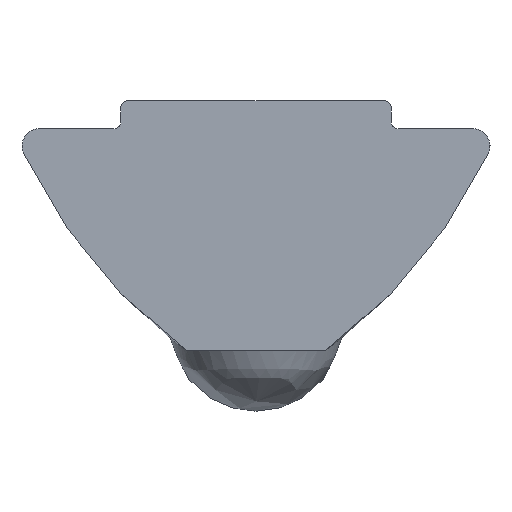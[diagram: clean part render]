
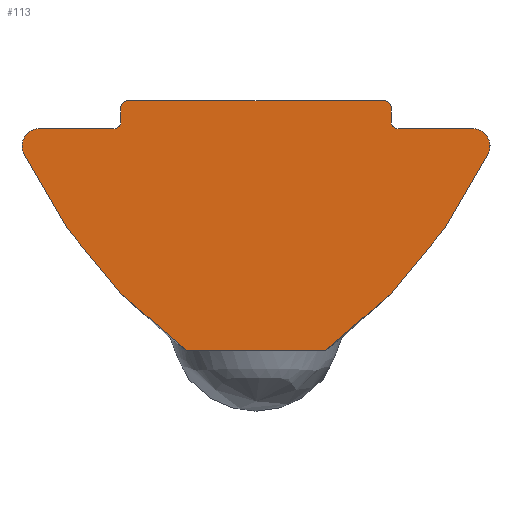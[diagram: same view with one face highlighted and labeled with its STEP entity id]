
A CAD part, left-side view. The second image highlights one B-rep face of the part: STEP entity #113.
In plain terms, the highlighted planar face has unit normal (-1, 0, 0).
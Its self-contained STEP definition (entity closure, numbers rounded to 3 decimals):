
#2 = CARTESIAN_POINT ( 'NONE',  ( -7.5, -6.701, -1.522 ) ) ;
#3 = EDGE_CURVE ( 'NONE', #51, #268, #455, .T. ) ;
#4 = CARTESIAN_POINT ( 'NONE',  ( -7.5, 3.7, -0.8 ) ) ;
#13 = VERTEX_POINT ( 'NONE', #530 ) ;
#25 = CARTESIAN_POINT ( 'NONE',  ( -7.5, -6.245, -0.8 ) ) ;
#34 = CIRCLE ( 'NONE', #620, 0.2 ) ;
#39 = EDGE_CURVE ( 'NONE', #13, #286, #115, .T. ) ;
#42 = CARTESIAN_POINT ( 'NONE',  ( -7.5, -3.7, -0.2 ) ) ;
#43 = VERTEX_POINT ( 'NONE', #232 ) ;
#47 = CARTESIAN_POINT ( 'NONE',  ( -7.5, 3.7, 0. ) ) ;
#51 = VERTEX_POINT ( 'NONE', #2 ) ;
#59 = DIRECTION ( 'NONE',  ( 0., 0., -1. ) ) ;
#68 = LINE ( 'NONE', #725, #384 ) ;
#80 = DIRECTION ( 'NONE',  ( 1., 0., 0. ) ) ;
#81 = DIRECTION ( 'NONE',  ( 0., 0., -1. ) ) ;
#95 = VERTEX_POINT ( 'NONE', #605 ) ;
#97 = DIRECTION ( 'NONE',  ( 0., 0., 1. ) ) ;
#106 = CARTESIAN_POINT ( 'NONE',  ( -7.5, 6.85, 4.91 ) ) ;
#112 = AXIS2_PLACEMENT_3D ( 'NONE', #106, #593, #293 ) ;
#113 = ADVANCED_FACE ( 'NONE', ( #138 ), #726, .F. ) ;
#115 = LINE ( 'NONE', #768, #489 ) ;
#118 = CIRCLE ( 'NONE', #295, 15. ) ;
#121 = DIRECTION ( 'NONE',  ( 0., 0., 1. ) ) ;
#126 = DIRECTION ( 'NONE',  ( 0., 0., 1. ) ) ;
#127 = ORIENTED_EDGE ( 'NONE', *, *, #373, .T. ) ;
#128 = CIRCLE ( 'NONE', #234, 0.2 ) ;
#138 = FACE_OUTER_BOUND ( 'NONE', #304, .T. ) ;
#141 = VERTEX_POINT ( 'NONE', #478 ) ;
#142 = CARTESIAN_POINT ( 'NONE',  ( -7.5, 6.245, -0.8 ) ) ;
#154 = CARTESIAN_POINT ( 'NONE',  ( -7.5, -2.001, -7.2 ) ) ;
#175 = ORIENTED_EDGE ( 'NONE', *, *, #630, .F. ) ;
#189 = ORIENTED_EDGE ( 'NONE', *, *, #558, .T. ) ;
#192 = CARTESIAN_POINT ( 'NONE',  ( -7.5, -4.1, -0.6 ) ) ;
#197 = DIRECTION ( 'NONE',  ( 0., 0., 1. ) ) ;
#199 = VERTEX_POINT ( 'NONE', #424 ) ;
#200 = DIRECTION ( 'NONE',  ( 0., 0., 1. ) ) ;
#209 = CIRCLE ( 'NONE', #651, 0.505 ) ;
#216 = ORIENTED_EDGE ( 'NONE', *, *, #517, .F. ) ;
#232 = CARTESIAN_POINT ( 'NONE',  ( -7.5, 6.701, -1.522 ) ) ;
#233 = EDGE_CURVE ( 'NONE', #13, #648, #34, .T. ) ;
#234 = AXIS2_PLACEMENT_3D ( 'NONE', #704, #410, #354 ) ;
#237 = ORIENTED_EDGE ( 'NONE', *, *, #329, .F. ) ;
#241 = DIRECTION ( 'NONE',  ( 0., -1., 0. ) ) ;
#245 = AXIS2_PLACEMENT_3D ( 'NONE', #738, #376, #260 ) ;
#250 = CARTESIAN_POINT ( 'NONE',  ( -7.5, 3.7, 0. ) ) ;
#255 = AXIS2_PLACEMENT_3D ( 'NONE', #607, #723, #81 ) ;
#256 = CARTESIAN_POINT ( 'NONE',  ( -7.5, 3.7, -0.8 ) ) ;
#260 = DIRECTION ( 'NONE',  ( 0., 0., 1. ) ) ;
#261 = CIRCLE ( 'NONE', #245, 0.505 ) ;
#265 = DIRECTION ( 'NONE',  ( 0., 0., 1. ) ) ;
#268 = VERTEX_POINT ( 'NONE', #154 ) ;
#271 = CARTESIAN_POINT ( 'NONE',  ( -7.5, 4.1, -0.8 ) ) ;
#278 = CARTESIAN_POINT ( 'NONE',  ( -7.5, 3.9, -0.6 ) ) ;
#282 = ORIENTED_EDGE ( 'NONE', *, *, #378, .T. ) ;
#284 = DIRECTION ( 'NONE',  ( 1., 0., 0. ) ) ;
#286 = VERTEX_POINT ( 'NONE', #278 ) ;
#287 = VECTOR ( 'NONE', #716, 1000. ) ;
#293 = DIRECTION ( 'NONE',  ( 0., 0., 1. ) ) ;
#295 = AXIS2_PLACEMENT_3D ( 'NONE', #477, #535, #121 ) ;
#301 = VERTEX_POINT ( 'NONE', #271 ) ;
#304 = EDGE_LOOP ( 'NONE', ( #582, #189, #751, #562, #175, #350, #327, #216, #619, #282, #127, #237, #629, #344 ) ) ;
#309 = CARTESIAN_POINT ( 'NONE',  ( -7.5, 2.001, -7.2 ) ) ;
#312 = VERTEX_POINT ( 'NONE', #25 ) ;
#327 = ORIENTED_EDGE ( 'NONE', *, *, #3, .F. ) ;
#329 = EDGE_CURVE ( 'NONE', #95, #141, #718, .T. ) ;
#333 = VERTEX_POINT ( 'NONE', #142 ) ;
#340 = CARTESIAN_POINT ( 'NONE',  ( -7.5, -4.1, -0.8 ) ) ;
#344 = ORIENTED_EDGE ( 'NONE', *, *, #233, .F. ) ;
#350 = ORIENTED_EDGE ( 'NONE', *, *, #655, .F. ) ;
#354 = DIRECTION ( 'NONE',  ( 0., 0., 1. ) ) ;
#373 = EDGE_CURVE ( 'NONE', #199, #141, #618, .T. ) ;
#376 = DIRECTION ( 'NONE',  ( 1., 0., 0. ) ) ;
#378 = EDGE_CURVE ( 'NONE', #526, #199, #732, .T. ) ;
#384 = VECTOR ( 'NONE', #671, 1000. ) ;
#410 = DIRECTION ( 'NONE',  ( 1., 0., 0. ) ) ;
#424 = CARTESIAN_POINT ( 'NONE',  ( -7.5, -3.9, -0.6 ) ) ;
#426 = CARTESIAN_POINT ( 'NONE',  ( -7.5, 3.7, -0.2 ) ) ;
#452 = EDGE_CURVE ( 'NONE', #43, #333, #261, .T. ) ;
#455 = CIRCLE ( 'NONE', #112, 15. ) ;
#471 = DIRECTION ( 'NONE',  ( 0., -1., 0. ) ) ;
#475 = LINE ( 'NONE', #256, #287 ) ;
#477 = CARTESIAN_POINT ( 'NONE',  ( -7.5, -6.85, 4.91 ) ) ;
#478 = CARTESIAN_POINT ( 'NONE',  ( -7.5, -3.9, -0.2 ) ) ;
#489 = VECTOR ( 'NONE', #59, 1000. ) ;
#494 = AXIS2_PLACEMENT_3D ( 'NONE', #192, #80, #265 ) ;
#517 = EDGE_CURVE ( 'NONE', #312, #51, #209, .T. ) ;
#523 = AXIS2_PLACEMENT_3D ( 'NONE', #42, #748, #197 ) ;
#526 = VERTEX_POINT ( 'NONE', #340 ) ;
#530 = CARTESIAN_POINT ( 'NONE',  ( -7.5, 3.9, -0.2 ) ) ;
#535 = DIRECTION ( 'NONE',  ( 1., 0., 0. ) ) ;
#538 = LINE ( 'NONE', #4, #769 ) ;
#540 = EDGE_CURVE ( 'NONE', #648, #95, #584, .T. ) ;
#553 = CARTESIAN_POINT ( 'NONE',  ( -7.5, -3.9, -0.2 ) ) ;
#558 = EDGE_CURVE ( 'NONE', #286, #301, #128, .T. ) ;
#562 = ORIENTED_EDGE ( 'NONE', *, *, #452, .F. ) ;
#582 = ORIENTED_EDGE ( 'NONE', *, *, #39, .T. ) ;
#584 = LINE ( 'NONE', #47, #663 ) ;
#593 = DIRECTION ( 'NONE',  ( 1., 0., 0. ) ) ;
#601 = EDGE_CURVE ( 'NONE', #526, #312, #538, .T. ) ;
#605 = CARTESIAN_POINT ( 'NONE',  ( -7.5, -3.7, 0. ) ) ;
#607 = CARTESIAN_POINT ( 'NONE',  ( -7.5, 3.7, -0.2 ) ) ;
#613 = DIRECTION ( 'NONE',  ( 1., 0., 0. ) ) ;
#618 = LINE ( 'NONE', #553, #761 ) ;
#619 = ORIENTED_EDGE ( 'NONE', *, *, #601, .F. ) ;
#620 = AXIS2_PLACEMENT_3D ( 'NONE', #426, #613, #126 ) ;
#629 = ORIENTED_EDGE ( 'NONE', *, *, #540, .F. ) ;
#630 = EDGE_CURVE ( 'NONE', #670, #43, #118, .T. ) ;
#645 = EDGE_CURVE ( 'NONE', #333, #301, #475, .T. ) ;
#648 = VERTEX_POINT ( 'NONE', #250 ) ;
#651 = AXIS2_PLACEMENT_3D ( 'NONE', #764, #284, #97 ) ;
#655 = EDGE_CURVE ( 'NONE', #268, #670, #68, .T. ) ;
#663 = VECTOR ( 'NONE', #471, 1000. ) ;
#670 = VERTEX_POINT ( 'NONE', #309 ) ;
#671 = DIRECTION ( 'NONE',  ( 0., 1., 0. ) ) ;
#704 = CARTESIAN_POINT ( 'NONE',  ( -7.5, 4.1, -0.6 ) ) ;
#716 = DIRECTION ( 'NONE',  ( 0., -1., 0. ) ) ;
#718 = CIRCLE ( 'NONE', #523, 0.2 ) ;
#723 = DIRECTION ( 'NONE',  ( 1., 0., 0. ) ) ;
#725 = CARTESIAN_POINT ( 'NONE',  ( -7.5, 3.7, -7.2 ) ) ;
#726 = PLANE ( 'NONE',  #255 ) ;
#732 = CIRCLE ( 'NONE', #494, 0.2 ) ;
#738 = CARTESIAN_POINT ( 'NONE',  ( -7.5, 6.245, -1.305 ) ) ;
#748 = DIRECTION ( 'NONE',  ( 1., 0., 0. ) ) ;
#751 = ORIENTED_EDGE ( 'NONE', *, *, #645, .F. ) ;
#761 = VECTOR ( 'NONE', #200, 1000. ) ;
#764 = CARTESIAN_POINT ( 'NONE',  ( -7.5, -6.245, -1.305 ) ) ;
#768 = CARTESIAN_POINT ( 'NONE',  ( -7.5, 3.9, -0.6 ) ) ;
#769 = VECTOR ( 'NONE', #241, 1000. ) ;
